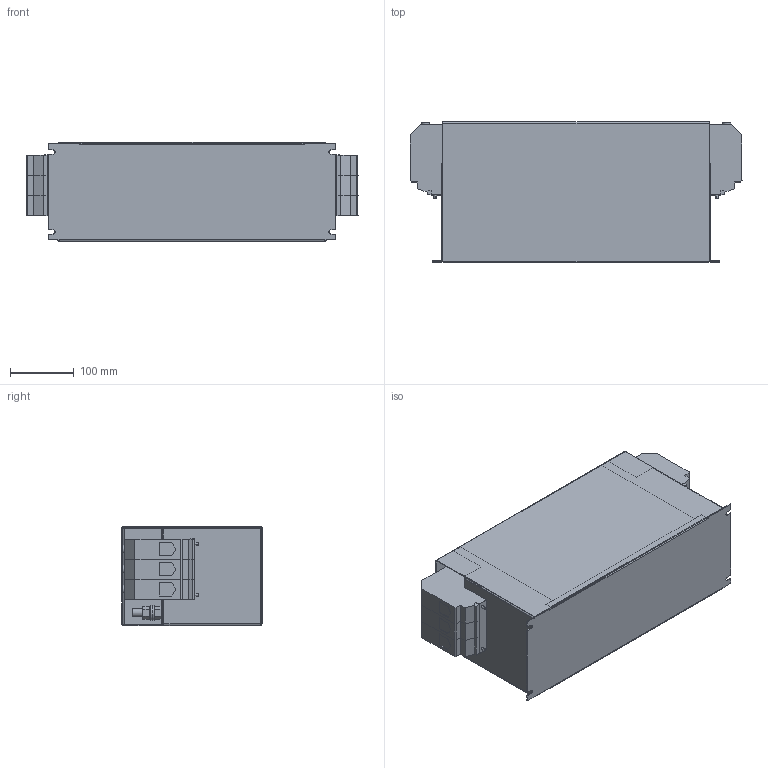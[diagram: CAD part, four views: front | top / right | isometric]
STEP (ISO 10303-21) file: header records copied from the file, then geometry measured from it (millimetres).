
FILE_DESCRIPTION (( 'STEP AP214' ), '1' );
FILE_NAME ('304069.STEP', '2020-10-02T09:38:43', ( '' ), ( '' ), 'SwSTEP 2.0', 'SolidWorks 2018', '' );
FILE_SCHEMA (( 'AUTOMOTIVE_DESIGN' ));
Length unit declared in the file: millimetre
Products named in the file (1): 304069
Bounding box: 519.5 x 219.1 x 155 mm (x, y, z)
Volume: 2306693.3 mm3; surface area: 858657.1 mm2
Topology: 1 solids, 1 shells, 703 faces, 1734 edges, 1080 vertices
Faces by surface type: plane 561, cylinder 142
Full cylindrical faces by diameter (mm): 10 x6
Entity records: 20660 total; most frequent: CARTESIAN_POINT 3938, ORIENTED_EDGE 3480, DIRECTION 3376, EDGE_CURVE 1740, VECTOR 1384, LINE 1384, VERTEX_POINT 1086, AXIS2_PLACEMENT_3D 996
